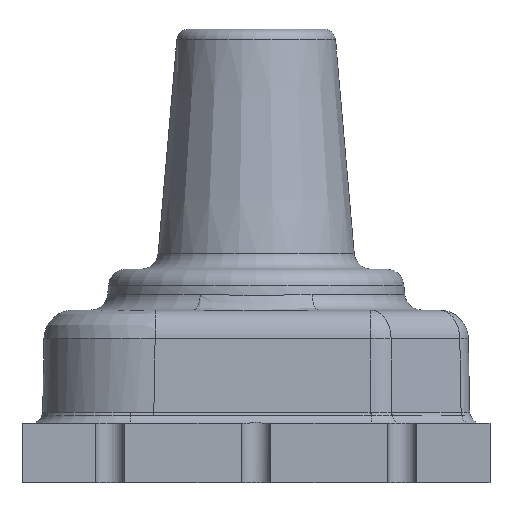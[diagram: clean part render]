
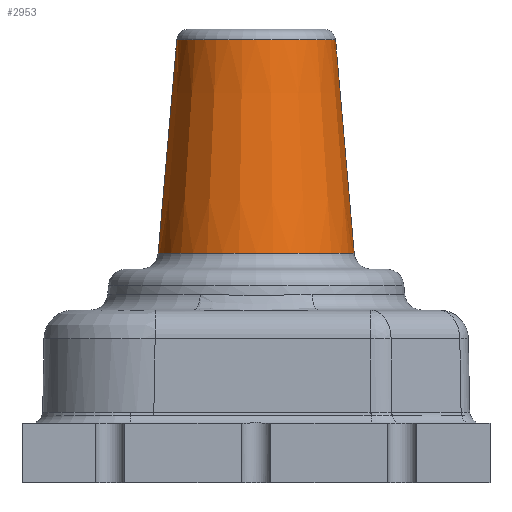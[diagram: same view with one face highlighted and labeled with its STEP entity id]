
A CAD part, left-side view. The second image highlights one B-rep face of the part: STEP entity #2953.
In plain terms, the highlighted conical face has half-angle 5 degrees and reference radius 1.517 mm.
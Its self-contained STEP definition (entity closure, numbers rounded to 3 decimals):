
#1002=CARTESIAN_POINT('',(28.103,-40.003,6.547));
#1003=DIRECTION('',(0.,0.,1.));
#1004=DIRECTION('',(0.,1.,0.));
#1005=AXIS2_PLACEMENT_3D('',#1002,#1003,#1004);
#1007=DIRECTION('',(0.,0.087,0.996));
#1008=VECTOR('',#1007,3.657);
#1009=CARTESIAN_POINT('',(28.103,-41.679,2.904));
#1010=LINE('',#1009,#1008);
#1011=CARTESIAN_POINT('',(28.103,-40.003,2.904));
#1012=DIRECTION('',(0.,0.,-1.));
#1013=DIRECTION('',(0.,-1.,0.));
#1014=AXIS2_PLACEMENT_3D('',#1011,#1012,#1013);
#1016=DIRECTION('',(0.,-0.087,0.996));
#1017=VECTOR('',#1016,3.657);
#1018=CARTESIAN_POINT('',(28.103,-38.327,2.904));
#1019=LINE('',#1018,#1017);
#1516=CARTESIAN_POINT('',(28.103,-38.327,2.904));
#1517=CARTESIAN_POINT('',(28.103,-41.679,2.904));
#1518=VERTEX_POINT('',#1516);
#1519=VERTEX_POINT('',#1517);
#1528=CARTESIAN_POINT('',(28.103,-41.36,6.547));
#1529=CARTESIAN_POINT('',(28.103,-38.646,6.547));
#1530=VERTEX_POINT('',#1528);
#1531=VERTEX_POINT('',#1529);
#2941=CARTESIAN_POINT('',(28.103,-40.003,4.726));
#2942=DIRECTION('',(0.,0.,-1.));
#2943=DIRECTION('',(0.,1.,0.));
#2944=AXIS2_PLACEMENT_3D('',#2941,#2942,#2943);
#2945=CONICAL_SURFACE('',#2944,1.517,5.);
#2946=ORIENTED_EDGE('',*,*,#2935,.T.);
#2947=ORIENTED_EDGE('',*,*,#2891,.F.);
#2949=ORIENTED_EDGE('',*,*,#2948,.T.);
#2950=ORIENTED_EDGE('',*,*,#2888,.T.);
#2951=EDGE_LOOP('',(#2946,#2947,#2949,#2950));
#2952=FACE_OUTER_BOUND('',#2951,.F.);
#2953=ADVANCED_FACE('',(#2952),#2945,.T.);
#1006=CIRCLE('',#1005,1.357);
#1015=CIRCLE('',#1014,1.676);
#2888=EDGE_CURVE('',#1518,#1531,#1019,.T.);
#2891=EDGE_CURVE('',#1519,#1530,#1010,.T.);
#2935=EDGE_CURVE('',#1531,#1530,#1006,.T.);
#2948=EDGE_CURVE('',#1519,#1518,#1015,.T.);
